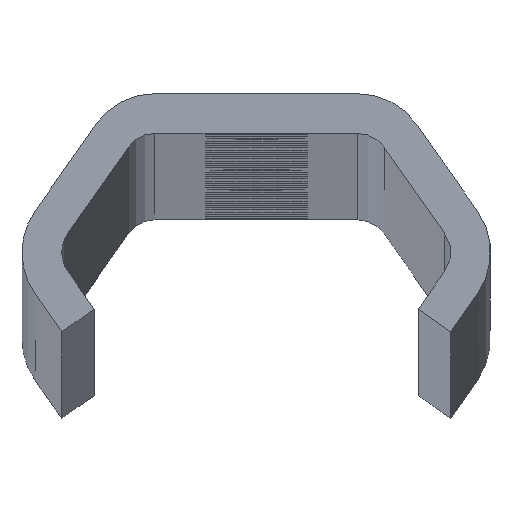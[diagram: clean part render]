
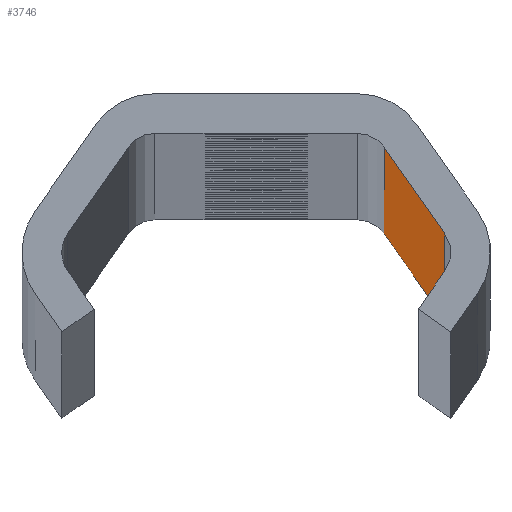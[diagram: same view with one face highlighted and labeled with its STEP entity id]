
A CAD part, top view. The second image highlights one B-rep face of the part: STEP entity #3746.
In plain terms, the highlighted planar face has unit normal (-0.819, -0.574, 0).
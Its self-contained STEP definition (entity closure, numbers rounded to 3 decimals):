
#80 = LINE ( 'NONE', #766, #1313 ) ;
#170 = CARTESIAN_POINT ( 'NONE',  ( 8.052, 6.635, -1560. ) ) ;
#242 = PLANE ( 'NONE',  #3633 ) ;
#688 = VECTOR ( 'NONE', #4988, 1000. ) ;
#766 = CARTESIAN_POINT ( 'NONE',  ( 11.883, 1.163, 1560. ) ) ;
#893 = CARTESIAN_POINT ( 'NONE',  ( 8.052, 6.635, 1560. ) ) ;
#939 = ORIENTED_EDGE ( 'NONE', *, *, #2428, .T. ) ;
#1039 = CARTESIAN_POINT ( 'NONE',  ( 8.052, 6.635, 1560. ) ) ;
#1313 = VECTOR ( 'NONE', #7244, 1000. ) ;
#1448 = EDGE_LOOP ( 'NONE', ( #939, #5861, #7098, #4120 ) ) ;
#1541 = DIRECTION ( 'NONE',  ( 0.574, -0.819, 0. ) ) ;
#1550 = VECTOR ( 'NONE', #7171, 1000. ) ;
#2015 = DIRECTION ( 'NONE',  ( 0.819, 0.574, 0. ) ) ;
#2114 = CARTESIAN_POINT ( 'NONE',  ( 11.883, 1.163, 1560. ) ) ;
#2428 = EDGE_CURVE ( 'NONE', #7400, #4591, #4530, .T. ) ;
#3057 = VERTEX_POINT ( 'NONE', #1039 ) ;
#3097 = VECTOR ( 'NONE', #1541, 1000. ) ;
#3633 = AXIS2_PLACEMENT_3D ( 'NONE', #893, #2015, #4381 ) ;
#3746 = ADVANCED_FACE ( 'NONE', ( #3769 ), #242, .F. ) ;
#3769 = FACE_OUTER_BOUND ( 'NONE', #1448, .T. ) ;
#4120 = ORIENTED_EDGE ( 'NONE', *, *, #6274, .T. ) ;
#4164 = VERTEX_POINT ( 'NONE', #2114 ) ;
#4256 = LINE ( 'NONE', #6564, #1550 ) ;
#4381 = DIRECTION ( 'NONE',  ( -0.574, 0.819, 0. ) ) ;
#4530 = LINE ( 'NONE', #5097, #3097 ) ;
#4533 = CARTESIAN_POINT ( 'NONE',  ( 8.052, 6.635, 1560. ) ) ;
#4591 = VERTEX_POINT ( 'NONE', #5858 ) ;
#4988 = DIRECTION ( 'NONE',  ( 0., 0., -1. ) ) ;
#5097 = CARTESIAN_POINT ( 'NONE',  ( 8.052, 6.635, -1560. ) ) ;
#5858 = CARTESIAN_POINT ( 'NONE',  ( 11.883, 1.163, -1560. ) ) ;
#5861 = ORIENTED_EDGE ( 'NONE', *, *, #6563, .F. ) ;
#6274 = EDGE_CURVE ( 'NONE', #3057, #7400, #6296, .T. ) ;
#6296 = LINE ( 'NONE', #4533, #688 ) ;
#6500 = EDGE_CURVE ( 'NONE', #3057, #4164, #4256, .T. ) ;
#6563 = EDGE_CURVE ( 'NONE', #4164, #4591, #80, .T. ) ;
#6564 = CARTESIAN_POINT ( 'NONE',  ( 8.052, 6.635, 1560. ) ) ;
#7098 = ORIENTED_EDGE ( 'NONE', *, *, #6500, .F. ) ;
#7171 = DIRECTION ( 'NONE',  ( 0.574, -0.819, 0. ) ) ;
#7244 = DIRECTION ( 'NONE',  ( 0., 0., -1. ) ) ;
#7400 = VERTEX_POINT ( 'NONE', #170 ) ;
